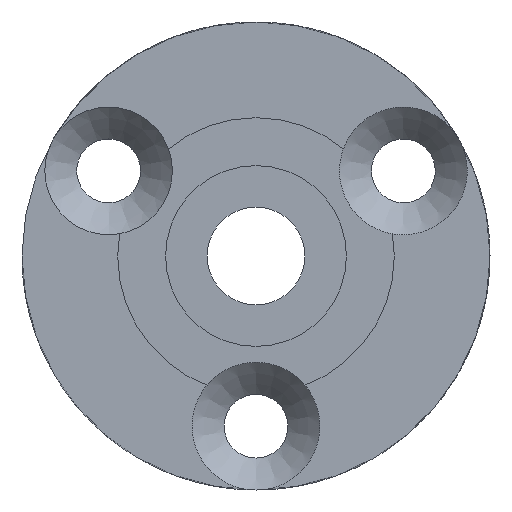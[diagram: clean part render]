
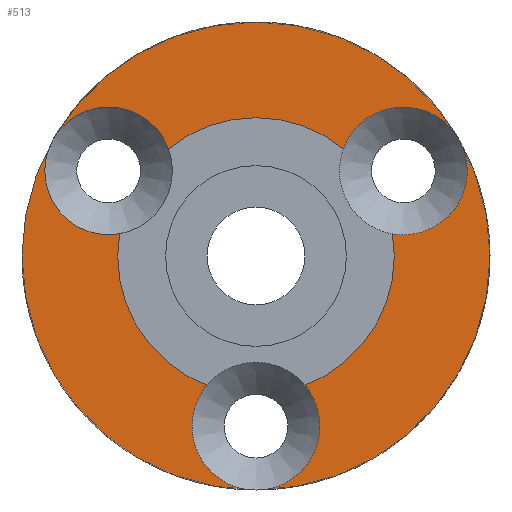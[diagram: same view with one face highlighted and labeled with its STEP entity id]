
A CAD part, front view. The second image highlights one B-rep face of the part: STEP entity #513.
In plain terms, the highlighted planar face has unit normal (0, 1, 0).
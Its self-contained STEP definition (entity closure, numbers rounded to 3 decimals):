
#50=PLANE('',#572);
#65=VERTEX_POINT('',#626);
#67=VERTEX_POINT('',#632);
#69=VERTEX_POINT('',#638);
#89=VERTEX_POINT('',#681);
#107=CIRCLE('',#542,1.5);
#109=CIRCLE('',#546,1.5);
#111=CIRCLE('',#550,1.5);
#132=CIRCLE('',#573,11.);
#133=CIRCLE('',#574,6.5);
#159=EDGE_CURVE('',#65,#65,#107,.T.);
#161=EDGE_CURVE('',#67,#67,#109,.T.);
#163=EDGE_CURVE('',#69,#69,#111,.T.);
#186=EDGE_CURVE('',#89,#89,#132,.T.);
#187=EDGE_CURVE('',#67,#65,#133,.T.);
#188=EDGE_CURVE('',#69,#67,#133,.T.);
#189=EDGE_CURVE('',#65,#69,#133,.T.);
#261=ORIENTED_EDGE('',*,*,#186,.T.);
#262=ORIENTED_EDGE('',*,*,#187,.F.);
#263=ORIENTED_EDGE('',*,*,#161,.T.);
#264=ORIENTED_EDGE('',*,*,#188,.F.);
#265=ORIENTED_EDGE('',*,*,#163,.T.);
#266=ORIENTED_EDGE('',*,*,#189,.F.);
#267=ORIENTED_EDGE('',*,*,#159,.T.);
#382=EDGE_LOOP('',(#261));
#383=EDGE_LOOP('',(#262,#263,#264,#265,#266,#267));
#456=FACE_BOUND('',#382,.T.);
#457=FACE_BOUND('',#383,.T.);
#513=ADVANCED_FACE('',(#456,#457),#50,.T.);
#542=AXIS2_PLACEMENT_3D('',#625,#746,#747);
#546=AXIS2_PLACEMENT_3D('',#631,#754,#755);
#550=AXIS2_PLACEMENT_3D('',#637,#762,#763);
#572=AXIS2_PLACEMENT_3D('',#679,#805,$);
#573=AXIS2_PLACEMENT_3D('',#680,#806,#807);
#574=AXIS2_PLACEMENT_3D('',#682,#808,#809);
#625=CARTESIAN_POINT('',(-6.928,3.1,4.));
#626=CARTESIAN_POINT('',(-5.629,3.1,3.25));
#631=CARTESIAN_POINT('',(0.,3.1,-8.));
#632=CARTESIAN_POINT('',(0.,3.1,-6.5));
#637=CARTESIAN_POINT('',(6.928,3.1,4.));
#638=CARTESIAN_POINT('',(5.629,3.1,3.25));
#679=CARTESIAN_POINT('',(-8.75,3.1,0.));
#680=CARTESIAN_POINT('',(0.,3.1,0.));
#681=CARTESIAN_POINT('',(-11.,3.1,0.));
#682=CARTESIAN_POINT('',(0.,3.1,0.));
#746=DIRECTION('',(0.,-1.,0.));
#747=DIRECTION('',(1.5,0.,0.));
#754=DIRECTION('',(0.,-1.,0.));
#755=DIRECTION('',(1.5,0.,0.));
#762=DIRECTION('',(0.,-1.,0.));
#763=DIRECTION('',(1.5,0.,0.));
#805=DIRECTION('',(0.,1.,0.));
#806=DIRECTION('',(0.,1.,0.));
#807=DIRECTION('',(-11.,0.,0.));
#808=DIRECTION('',(0.,1.,0.));
#809=DIRECTION('',(-6.5,0.,0.));
